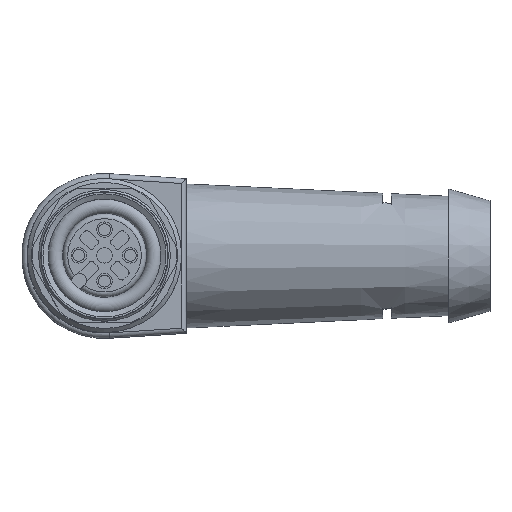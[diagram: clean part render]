
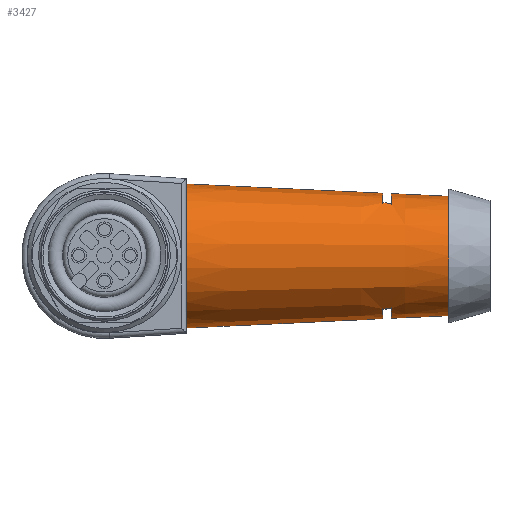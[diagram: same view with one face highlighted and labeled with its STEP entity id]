
A CAD part, top view. The second image highlights one B-rep face of the part: STEP entity #3427.
In plain terms, the highlighted conical face has half-angle 2.7 degrees and reference radius 7 mm.
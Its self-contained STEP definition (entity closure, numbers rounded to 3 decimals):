
#50=CONICAL_SURFACE($,#3688,7.,2.7);
#68=B_SPLINE_CURVE_WITH_KNOTS($,3,(#5463,#5464,#5465,#5466),
 .UNSPECIFIED.,.F.,.F.,(4,4),(0.,1.),.UNSPECIFIED.);
#69=B_SPLINE_CURVE_WITH_KNOTS($,3,(#5474,#5475,#5476,#5477),
 .UNSPECIFIED.,.F.,.F.,(4,4),(0.,1.),.UNSPECIFIED.);
#70=B_SPLINE_CURVE_WITH_KNOTS($,3,(#5500,#5501,#5502,#5503),
 .UNSPECIFIED.,.F.,.F.,(4,4),(0.,1.),.UNSPECIFIED.);
#71=B_SPLINE_CURVE_WITH_KNOTS($,3,(#5511,#5512,#5513,#5514),
 .UNSPECIFIED.,.F.,.F.,(4,4),(0.,1.),.UNSPECIFIED.);
#527=FACE_BOUND($,#947,.T.);
#528=FACE_BOUND($,#948,.T.);
#529=FACE_BOUND($,#949,.T.);
#714=FACE_OUTER_BOUND($,#946,.T.);
#946=EDGE_LOOP($,(#2430));
#947=EDGE_LOOP($,(#2431));
#948=EDGE_LOOP($,(#2432,#2433,#2434,#2435));
#949=EDGE_LOOP($,(#2436,#2437,#2438,#2439));
#1213=CIRCLE($,#3671,6.062);
#1214=CIRCLE($,#3674,6.099);
#1216=CIRCLE($,#3678,5.797);
#1219=CIRCLE($,#3684,6.062);
#1220=CIRCLE($,#3687,6.099);
#1221=CIRCLE($,#3689,7.);
#1499=VERTEX_POINT($,#5459);
#1500=VERTEX_POINT($,#5461);
#1501=VERTEX_POINT($,#5468);
#1502=VERTEX_POINT($,#5472);
#1504=VERTEX_POINT($,#5484);
#1509=VERTEX_POINT($,#5496);
#1510=VERTEX_POINT($,#5498);
#1511=VERTEX_POINT($,#5505);
#1512=VERTEX_POINT($,#5509);
#1513=VERTEX_POINT($,#5518);
#1851=EDGE_CURVE($,#1499,#1500,#68,.T.);
#1853=EDGE_CURVE($,#1500,#1501,#1213,.T.);
#1855=EDGE_CURVE($,#1501,#1502,#69,.T.);
#1856=EDGE_CURVE($,#1502,#1499,#1214,.T.);
#1858=EDGE_CURVE($,#1504,#1504,#1216,.T.);
#1865=EDGE_CURVE($,#1509,#1510,#70,.T.);
#1866=EDGE_CURVE($,#1510,#1511,#1219,.T.);
#1869=EDGE_CURVE($,#1511,#1512,#71,.T.);
#1870=EDGE_CURVE($,#1512,#1509,#1220,.T.);
#1871=EDGE_CURVE($,#1513,#1513,#1221,.T.);
#2430=ORIENTED_EDGE($,*,*,#1871,.F.);
#2431=ORIENTED_EDGE($,*,*,#1858,.T.);
#2432=ORIENTED_EDGE($,*,*,#1870,.T.);
#2433=ORIENTED_EDGE($,*,*,#1865,.T.);
#2434=ORIENTED_EDGE($,*,*,#1866,.T.);
#2435=ORIENTED_EDGE($,*,*,#1869,.T.);
#2436=ORIENTED_EDGE($,*,*,#1856,.T.);
#2437=ORIENTED_EDGE($,*,*,#1851,.T.);
#2438=ORIENTED_EDGE($,*,*,#1853,.T.);
#2439=ORIENTED_EDGE($,*,*,#1855,.T.);
#3427=ADVANCED_FACE($,(#714,#527,#528,#529),#50,.T.);
#3671=AXIS2_PLACEMENT_3D($,#5470,#4252,#4253);
#3674=AXIS2_PLACEMENT_3D($,#5479,#4259,#4260);
#3678=AXIS2_PLACEMENT_3D($,#5485,#4267,#4268);
#3684=AXIS2_PLACEMENT_3D($,#5506,#4283,#4284);
#3687=AXIS2_PLACEMENT_3D($,#5516,#4291,#4292);
#3688=AXIS2_PLACEMENT_3D($,#5517,#4293,#4294);
#3689=AXIS2_PLACEMENT_3D($,#5519,#4295,#4296);
#4252=DIRECTION('center_axis',(1.,0.,0.));
#4253=DIRECTION('ref_axis',(0.,1.,0.));
#4259=DIRECTION('center_axis',(-1.,0.,0.));
#4260=DIRECTION('ref_axis',(0.,-1.,0.));
#4267=DIRECTION('center_axis',(-1.,0.,0.));
#4268=DIRECTION('ref_axis',(0.,0.,1.));
#4283=DIRECTION('center_axis',(1.,0.,0.));
#4284=DIRECTION('ref_axis',(0.,1.,0.));
#4291=DIRECTION('center_axis',(-1.,0.,0.));
#4292=DIRECTION('ref_axis',(0.,-1.,0.));
#4293=DIRECTION('center_axis',(-1.,0.,0.));
#4294=DIRECTION('ref_axis',(0.,0.,-1.));
#4295=DIRECTION('center_axis',(-1.,0.,0.));
#4296=DIRECTION('ref_axis',(0.,0.,1.));
#5459=CARTESIAN_POINT('',(87.1,54.839,-7.05));
#5461=CARTESIAN_POINT('',(87.9,54.883,-7.05));
#5463=CARTESIAN_POINT('Ctrl Pts',(87.1,54.839,-7.05));
#5464=CARTESIAN_POINT('Ctrl Pts',(87.368,54.854,-7.05));
#5465=CARTESIAN_POINT('Ctrl Pts',(87.634,54.869,-7.05));
#5466=CARTESIAN_POINT('Ctrl Pts',(87.9,54.883,-7.05));
#5468=CARTESIAN_POINT('',(87.9,54.883,-13.55));
#5470=CARTESIAN_POINT('Origin',(87.9,60.,-10.3));
#5472=CARTESIAN_POINT('',(87.1,54.839,-13.55));
#5474=CARTESIAN_POINT('Ctrl Pts',(87.9,54.883,-13.55));
#5475=CARTESIAN_POINT('Ctrl Pts',(87.634,54.869,-13.55));
#5476=CARTESIAN_POINT('Ctrl Pts',(87.368,54.854,-13.55));
#5477=CARTESIAN_POINT('Ctrl Pts',(87.1,54.839,-13.55));
#5479=CARTESIAN_POINT('Origin',(87.1,60.,-10.3));
#5484=CARTESIAN_POINT('',(93.5,65.797,-10.3));
#5485=CARTESIAN_POINT('Origin',(93.5,60.,-10.3));
#5496=CARTESIAN_POINT('',(87.1,65.161,-13.55));
#5498=CARTESIAN_POINT('',(87.9,65.117,-13.55));
#5500=CARTESIAN_POINT('Ctrl Pts',(87.1,65.161,-13.55));
#5501=CARTESIAN_POINT('Ctrl Pts',(87.368,65.146,-13.55));
#5502=CARTESIAN_POINT('Ctrl Pts',(87.634,65.131,-13.55));
#5503=CARTESIAN_POINT('Ctrl Pts',(87.9,65.117,-13.55));
#5505=CARTESIAN_POINT('',(87.9,65.117,-7.05));
#5506=CARTESIAN_POINT('Origin',(87.9,60.,-10.3));
#5509=CARTESIAN_POINT('',(87.1,65.161,-7.05));
#5511=CARTESIAN_POINT('Ctrl Pts',(87.9,65.117,-7.05));
#5512=CARTESIAN_POINT('Ctrl Pts',(87.634,65.131,-7.05));
#5513=CARTESIAN_POINT('Ctrl Pts',(87.368,65.146,-7.05));
#5514=CARTESIAN_POINT('Ctrl Pts',(87.1,65.161,-7.05));
#5516=CARTESIAN_POINT('Origin',(87.1,60.,-10.3));
#5517=CARTESIAN_POINT('Origin',(68.,60.,-10.3));
#5518=CARTESIAN_POINT('',(68.,67.,-10.3));
#5519=CARTESIAN_POINT('Origin',(68.,60.,-10.3));
